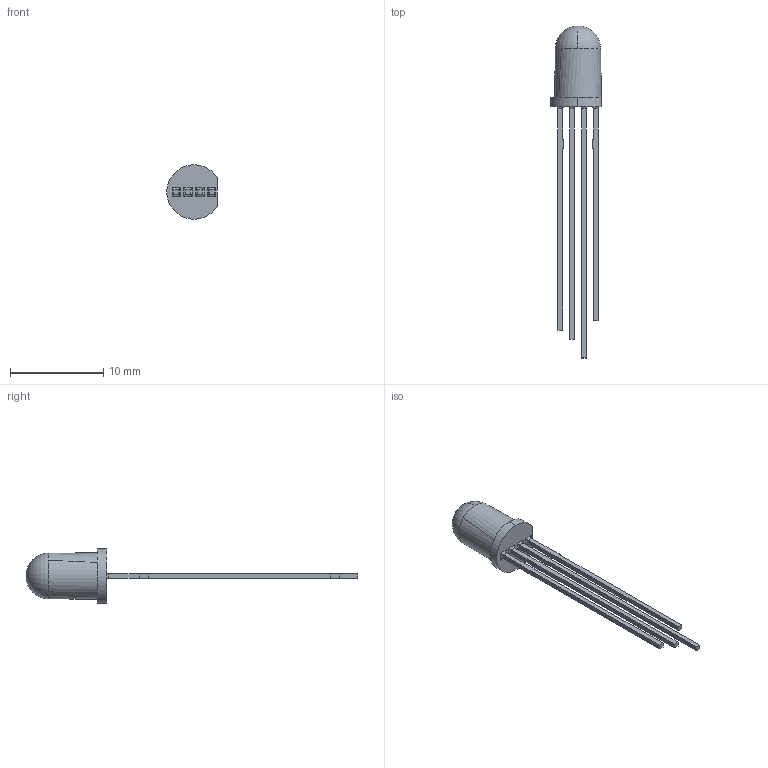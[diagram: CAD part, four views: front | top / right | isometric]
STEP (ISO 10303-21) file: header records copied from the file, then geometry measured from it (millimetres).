
FILE_DESCRIPTION (( 'STEP AP214' ), '1' );
FILE_NAME ('HV-5RGB25.STEP', '2021-08-02T11:30:50', ( '' ), ( '' ), 'SwSTEP 2.0', 'SolidWorks 2018', '' );
FILE_SCHEMA (( 'AUTOMOTIVE_DESIGN' ));
Length unit declared in the file: millimetre
Products named in the file (2): HV-5RGB25
Bounding box: 5.42 x 35.65 x 5.85 mm (x, y, z)
Volume: 181.8 mm3; surface area: 367.8 mm2
Topology: 1 solids, 1 shells, 79 faces, 202 edges, 129 vertices
Faces by surface type: plane 56, cylinder 19, torus 2, bspline 2
Entity records: 3271 total; most frequent: CARTESIAN_POINT 488, ORIENTED_EDGE 404, DIRECTION 359, EDGE_CURVE 202, LINE 167, VECTOR 167, VERTEX_POINT 129, AXIS2_PLACEMENT_3D 96
